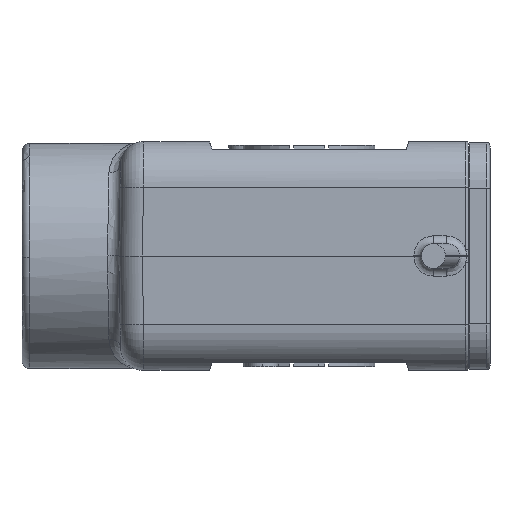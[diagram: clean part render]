
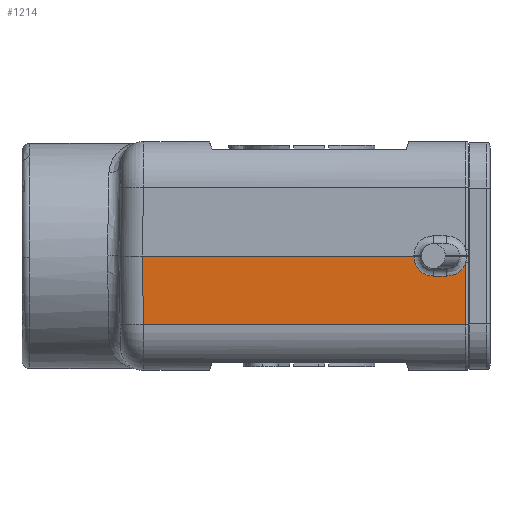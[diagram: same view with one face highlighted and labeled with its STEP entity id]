
A CAD part, left-side view. The second image highlights one B-rep face of the part: STEP entity #1214.
In plain terms, the highlighted planar face has unit normal (-1, 0, -0.018).
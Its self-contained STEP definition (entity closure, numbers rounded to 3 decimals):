
#243=B_SPLINE_CURVE_WITH_KNOTS('',3,(#12974,#12975,#12976,#12977,#12978,
#12979,#12980,#12981,#12982,#12983,#12984,#12985,#12986,#12987,#12988,#12989,
#12990,#12991,#12992,#12993,#12994,#12995,#12996,#12997,#12998,#12999,#13000,
#13001),.UNSPECIFIED.,.F.,.F.,(4,1,1,1,1,2,2,1,1,1,1,2,2,1,1,1,1,2,2,4),
(0.,0.125,0.187,0.219,0.234,
0.242,0.25,0.375,0.437,
0.469,0.484,0.492,0.5,
0.625,0.687,0.719,0.734,
0.742,0.75,1.),.UNSPECIFIED.);
#246=B_SPLINE_CURVE_WITH_KNOTS('',3,(#13072,#13073,#13074,#13075,#13076,
#13077),.UNSPECIFIED.,.F.,.F.,(4,2,4),(0.,0.5,1.),.UNSPECIFIED.);
#768=FACE_OUTER_BOUND('',#2003,.T.);
#1214=ADVANCED_FACE('NONE',(#768),#1598,.T.);
#1598=PLANE('',#8172);
#2003=EDGE_LOOP('',(#3534,#3535,#3536,#3537,#3538,#3539,#3540,#3541));
#3534=ORIENTED_EDGE('',*,*,#6043,.T.);
#3535=ORIENTED_EDGE('',*,*,#6045,.F.);
#3536=ORIENTED_EDGE('',*,*,#5994,.T.);
#3537=ORIENTED_EDGE('',*,*,#5998,.T.);
#3538=ORIENTED_EDGE('',*,*,#5999,.T.);
#3539=ORIENTED_EDGE('',*,*,#5883,.T.);
#3540=ORIENTED_EDGE('',*,*,#6046,.F.);
#3541=ORIENTED_EDGE('',*,*,#6000,.T.);
#5029=VERTEX_POINT('',#11844);
#5030=VERTEX_POINT('',#11851);
#5092=VERTEX_POINT('',#12920);
#5101=VERTEX_POINT('',#12973);
#5102=VERTEX_POINT('',#13002);
#5104=VERTEX_POINT('',#13069);
#5105=VERTEX_POINT('',#13080);
#5126=VERTEX_POINT('',#13429);
#5883=EDGE_CURVE('NONE',#5030,#5029,#6914,.T.);
#5994=EDGE_CURVE('NONE',#5102,#5101,#243,.T.);
#5998=EDGE_CURVE('NONE',#5101,#5104,#6963,.T.);
#5999=EDGE_CURVE('NONE',#5104,#5030,#246,.T.);
#6000=EDGE_CURVE('NONE',#5105,#5092,#6964,.T.);
#6043=EDGE_CURVE('NONE',#5092,#5126,#6985,.T.);
#6045=EDGE_CURVE('NONE',#5102,#5126,#6987,.T.);
#6046=EDGE_CURVE('NONE',#5105,#5029,#6988,.T.);
#6914=LINE('',#11850,#7586);
#6963=LINE('',#13070,#7635);
#6964=LINE('',#13079,#7636);
#6985=LINE('',#13430,#7657);
#6987=LINE('',#13433,#7659);
#6988=LINE('',#13434,#7660);
#7586=VECTOR('',#9327,1.);
#7635=VECTOR('',#9460,1.);
#7636=VECTOR('',#9465,1.);
#7657=VECTOR('',#9530,1.);
#7659=VECTOR('',#9534,1.);
#7660=VECTOR('',#9535,1.);
#8172=AXIS2_PLACEMENT_3D('',#13435,#9536,#9537);
#9327=DIRECTION('',(-0.017,0.,1.));
#9460=DIRECTION('',(0.,1.,0.));
#9465=DIRECTION('',(0.017,-0.017,-1.));
#9530=DIRECTION('',(0.,-1.,0.));
#9534=DIRECTION('',(0.017,0.,-1.));
#9535=DIRECTION('',(0.,-1.,0.));
#9536=DIRECTION('',(-1.,0.,-0.017));
#9537=DIRECTION('',(-0.017,0.,1.));
#11844=CARTESIAN_POINT('',(-39.75,7.,0.));
#11850=CARTESIAN_POINT('',(-39.753,7.,0.17));
#11851=CARTESIAN_POINT('',(-39.749,7.,-0.083));
#12920=CARTESIAN_POINT('',(-39.595,41.846,-8.855));
#12973=CARTESIAN_POINT('',(-39.705,2.833,-2.583));
#12974=CARTESIAN_POINT('',(-39.736,0.3,-0.814));
#12975=CARTESIAN_POINT('',(-39.734,0.331,-0.912));
#12976=CARTESIAN_POINT('',(-39.732,0.388,-1.055));
#12977=CARTESIAN_POINT('',(-39.729,0.469,-1.216));
#12978=CARTESIAN_POINT('',(-39.727,0.514,-1.295));
#12979=CARTESIAN_POINT('',(-39.727,0.538,-1.334));
#12980=CARTESIAN_POINT('',(-39.726,0.548,-1.35));
#12981=CARTESIAN_POINT('',(-39.726,0.555,-1.361));
#12982=CARTESIAN_POINT('',(-39.726,0.558,-1.366));
#12983=CARTESIAN_POINT('',(-39.724,0.628,-1.478));
#12984=CARTESIAN_POINT('',(-39.722,0.74,-1.627));
#12985=CARTESIAN_POINT('',(-39.719,0.889,-1.787));
#12986=CARTESIAN_POINT('',(-39.717,0.969,-1.863));
#12987=CARTESIAN_POINT('',(-39.717,1.01,-1.9));
#12988=CARTESIAN_POINT('',(-39.717,1.028,-1.916));
#12989=CARTESIAN_POINT('',(-39.716,1.04,-1.926));
#12990=CARTESIAN_POINT('',(-39.716,1.045,-1.93));
#12991=CARTESIAN_POINT('',(-39.715,1.166,-2.034));
#12992=CARTESIAN_POINT('',(-39.712,1.347,-2.164));
#12993=CARTESIAN_POINT('',(-39.71,1.577,-2.288));
#12994=CARTESIAN_POINT('',(-39.709,1.697,-2.343));
#12995=CARTESIAN_POINT('',(-39.709,1.758,-2.369));
#12996=CARTESIAN_POINT('',(-39.708,1.784,-2.38));
#12997=CARTESIAN_POINT('',(-39.708,1.802,-2.387));
#12998=CARTESIAN_POINT('',(-39.708,1.809,-2.39));
#12999=CARTESIAN_POINT('',(-39.706,2.144,-2.519));
#13000=CARTESIAN_POINT('',(-39.705,2.481,-2.582));
#13001=CARTESIAN_POINT('',(-39.705,2.833,-2.583));
#13002=CARTESIAN_POINT('',(-39.736,0.3,-0.814));
#13069=CARTESIAN_POINT('',(-39.705,4.5,-2.583));
#13070=CARTESIAN_POINT('',(-39.705,0.,-2.583));
#13072=CARTESIAN_POINT('',(-39.705,4.5,-2.583));
#13073=CARTESIAN_POINT('',(-39.705,5.054,-2.582));
#13074=CARTESIAN_POINT('',(-39.707,5.602,-2.44));
#13075=CARTESIAN_POINT('',(-39.724,6.691,-1.487));
#13076=CARTESIAN_POINT('',(-39.736,7.,-0.798));
#13077=CARTESIAN_POINT('',(-39.749,7.,-0.083));
#13079=CARTESIAN_POINT('',(-39.75,42.,0.));
#13080=CARTESIAN_POINT('',(-39.75,42.,0.));
#13429=CARTESIAN_POINT('',(-39.595,0.3,-8.855));
#13430=CARTESIAN_POINT('',(-39.595,0.,-8.855));
#13433=CARTESIAN_POINT('',(-39.75,0.3,0.));
#13434=CARTESIAN_POINT('',(-39.75,0.,0.));
#13435=CARTESIAN_POINT('',(-39.75,0.,0.));
